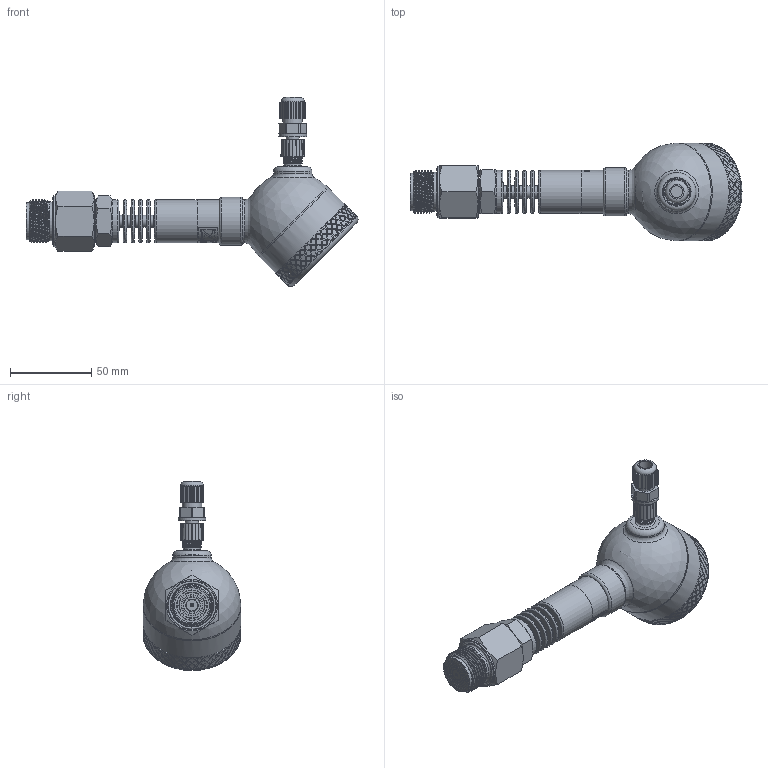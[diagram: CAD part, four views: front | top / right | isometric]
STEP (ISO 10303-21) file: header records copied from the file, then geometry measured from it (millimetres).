
FILE_DESCRIPTION(/* description */ (''),/* implementation_level */ '2;1');
FILE_NAME(/* name */ 'APZ3420mFH_G3''4DIN-flush_radiator_3.step',/* time_stamp */ '2021-07-07T15:49:41+03:00',/* author */ (''),/* organization */ (''),/* preprocessor_version */ 'ST-DEVELOPER v18.1',/* originating_system */ 'Autodesk Translation Framework v10.9.0.1377',/* authorisation */ '');
FILE_SCHEMA (('AUTOMOTIVE_DESIGN { 1 0 10303 214 3 1 1 }'));
Length unit declared in the file: millimetre
Products named in the file (8): АПЗ420М-полевойкорпус-
заполненный; Заполненный полевой 
корпус v13; Main body; Cover without display; M12x1 adapter; M12x1 female straight v9; G1\4EN radiator; G3'4DIN diaphragm 23 v6
Assembly tree (6 placements, depth 3):
  АПЗ420М-полевойкорпус-
заполненный
    Заполненный полевой 
корпус v13
      Main body
      Cover without display
      M12x1 adapter
      M12x1 female straight v9
    G1\4EN radiator
  G3'4DIN diaphragm 23 v6
Bounding box: 204.02 x 60.1 x 116.18 mm (x, y, z)
Volume: 273075.1 mm3; surface area: 51974.3 mm2
Topology: 9 solids, 9 shells, 1652 faces, 4100 edges, 2720 vertices
Faces by surface type: bspline 942, cylinder 326, plane 288, torus 50, cone 45, sphere 1
Full cylindrical faces by diameter (mm): 1 x4, 2 x1, 3.3 x1, 4 x1, 5 x3, 7.3 x1, 7.5 x5, 8 x4, 9.3 x1, 9.5 x2, 10.293 x1, 10.5 x2, 10.741 x7, 11 x1, 11.445 x5, 11.884 x6, 12 x1, 13.157 x9, 14 x1, 17 x1, 19.7 x1, 21.6 x1, 21.767 x1, 22.4 x1, 23 x1, 23.6 x1, 24 x1, 24.117 x6, 24.5 x2, 26.5 x3
Entity records: 77736 total; most frequent: CARTESIAN_POINT 45741, ORIENTED_EDGE 8196, EDGE_CURVE 4098, DIRECTION 3443, VERTEX_POINT 2720, B_SPLINE_CURVE_WITH_KNOTS 2672, EDGE_LOOP 1916, FACE_OUTER_BOUND 1652
